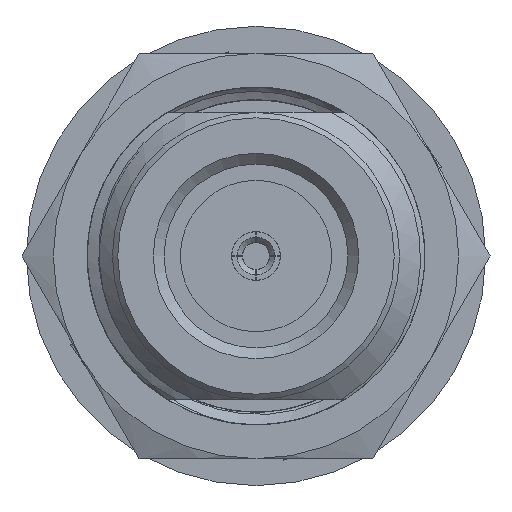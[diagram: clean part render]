
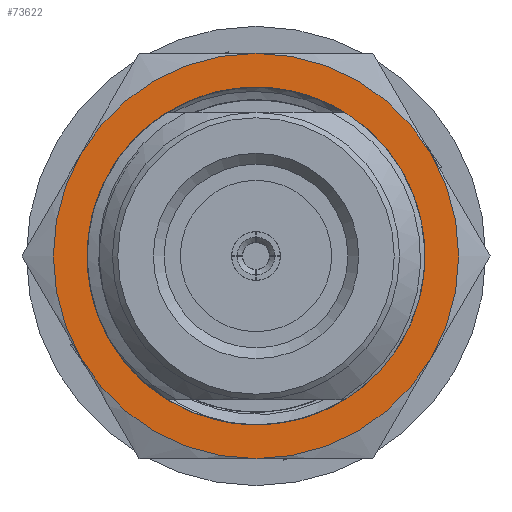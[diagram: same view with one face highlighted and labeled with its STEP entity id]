
A CAD part, left-side view. The second image highlights one B-rep face of the part: STEP entity #73622.
In plain terms, the highlighted planar face has unit normal (-1, 0, 0).
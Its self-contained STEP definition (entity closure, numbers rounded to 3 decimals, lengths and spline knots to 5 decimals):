
#168 = EDGE_CURVE ( 'NONE', #34201, #12044, #11126, .T. ) ;
#197 = CARTESIAN_POINT ( 'NONE',  ( 0.52515, 0.32476, 0.1875 ) ) ;
#564 = AXIS2_PLACEMENT_3D ( 'NONE', #36399, #30402, #12480 ) ;
#3715 = CARTESIAN_POINT ( 'NONE',  ( 0.52515, 0., 0. ) ) ;
#4623 = CARTESIAN_POINT ( 'NONE',  ( 0.52515, 0., 0. ) ) ;
#7077 = CARTESIAN_POINT ( 'NONE',  ( 0.52515, 0., 0.375 ) ) ;
#7451 = VERTEX_POINT ( 'NONE', #24753 ) ;
#8086 = FACE_OUTER_BOUND ( 'NONE', #52010, .T. ) ;
#9842 = CARTESIAN_POINT ( 'NONE',  ( 0.52515, 0., 0. ) ) ;
#10200 = ORIENTED_EDGE ( 'NONE', *, *, #168, .F. ) ;
#10501 = ORIENTED_EDGE ( 'NONE', *, *, #51220, .T. ) ;
#11126 = CIRCLE ( 'NONE', #66020, 0.3125 ) ;
#11515 = AXIS2_PLACEMENT_3D ( 'NONE', #52246, #46315, #28102 ) ;
#12044 = VERTEX_POINT ( 'NONE', #52941 ) ;
#12480 = DIRECTION ( 'NONE',  ( 0., 0.5, -0.866 ) ) ;
#13279 = EDGE_CURVE ( 'NONE', #28571, #7451, #22589, .T. ) ;
#15919 = CIRCLE ( 'NONE', #32074, 0.375 ) ;
#16721 = ORIENTED_EDGE ( 'NONE', *, *, #64326, .T. ) ;
#17796 = CIRCLE ( 'NONE', #57817, 0.375 ) ;
#17955 = ORIENTED_EDGE ( 'NONE', *, *, #28285, .T. ) ;
#19509 = CIRCLE ( 'NONE', #19843, 0.375 ) ;
#19843 = AXIS2_PLACEMENT_3D ( 'NONE', #4623, #39565, #57148 ) ;
#20669 = AXIS2_PLACEMENT_3D ( 'NONE', #52006, #34391, #47575 ) ;
#21257 = CARTESIAN_POINT ( 'NONE',  ( 0.52515, 0., 0. ) ) ;
#21335 = ORIENTED_EDGE ( 'NONE', *, *, #21493, .T. ) ;
#21493 = EDGE_CURVE ( 'NONE', #65670, #22335, #42089, .T. ) ;
#21694 = DIRECTION ( 'NONE',  ( 0., 0.5, -0.866 ) ) ;
#22335 = VERTEX_POINT ( 'NONE', #7077 ) ;
#22589 = CIRCLE ( 'NONE', #36334, 0.375 ) ;
#23220 = EDGE_CURVE ( 'NONE', #35128, #65670, #17796, .T. ) ;
#24753 = CARTESIAN_POINT ( 'NONE',  ( 0.52515, 0., -0.375 ) ) ;
#28102 = DIRECTION ( 'NONE',  ( 0., 0.5, -0.866 ) ) ;
#28130 = DIRECTION ( 'NONE',  ( 0., 0.5, -0.866 ) ) ;
#28285 = EDGE_CURVE ( 'NONE', #49363, #28571, #15919, .T. ) ;
#28571 = VERTEX_POINT ( 'NONE', #38330 ) ;
#30402 = DIRECTION ( 'NONE',  ( -1., 0., 0. ) ) ;
#31491 = DIRECTION ( 'NONE',  ( 0., 0.5, -0.866 ) ) ;
#31864 = EDGE_CURVE ( 'NONE', #12044, #34201, #64237, .T. ) ;
#32074 = AXIS2_PLACEMENT_3D ( 'NONE', #48889, #37993, #31491 ) ;
#34201 = VERTEX_POINT ( 'NONE', #67500 ) ;
#34391 = DIRECTION ( 'NONE',  ( -1., 0., 0. ) ) ;
#35128 = VERTEX_POINT ( 'NONE', #49971 ) ;
#36334 = AXIS2_PLACEMENT_3D ( 'NONE', #3715, #45122, #28130 ) ;
#36399 = CARTESIAN_POINT ( 'NONE',  ( 0.52515, 0., 0. ) ) ;
#37993 = DIRECTION ( 'NONE',  ( -1., 0., 0. ) ) ;
#38330 = CARTESIAN_POINT ( 'NONE',  ( 0.52515, 0.32476, -0.1875 ) ) ;
#38494 = CARTESIAN_POINT ( 'NONE',  ( 0.52515, -0.32476, 0.1875 ) ) ;
#39565 = DIRECTION ( 'NONE',  ( -1., 0., 0. ) ) ;
#40188 = CARTESIAN_POINT ( 'NONE',  ( 0.52515, 0., 0. ) ) ;
#41298 = DIRECTION ( 'NONE',  ( 0., 0.5, -0.866 ) ) ;
#42089 = CIRCLE ( 'NONE', #11515, 0.375 ) ;
#45122 = DIRECTION ( 'NONE',  ( -1., 0., 0. ) ) ;
#46315 = DIRECTION ( 'NONE',  ( -1., 0., 0. ) ) ;
#47575 = DIRECTION ( 'NONE',  ( 0., 0.5, -0.866 ) ) ;
#48889 = CARTESIAN_POINT ( 'NONE',  ( 0.52515, 0., 0. ) ) ;
#49132 = CIRCLE ( 'NONE', #564, 0.375 ) ;
#49363 = VERTEX_POINT ( 'NONE', #197 ) ;
#49971 = CARTESIAN_POINT ( 'NONE',  ( 0.52515, -0.32476, -0.1875 ) ) ;
#51220 = EDGE_CURVE ( 'NONE', #7451, #35128, #19509, .T. ) ;
#52006 = CARTESIAN_POINT ( 'NONE',  ( 0.52515, 0., 0. ) ) ;
#52010 = EDGE_LOOP ( 'NONE', ( #68038, #10501, #54654, #21335, #16721, #17955 ) ) ;
#52246 = CARTESIAN_POINT ( 'NONE',  ( 0.52515, 0., 0. ) ) ;
#52941 = CARTESIAN_POINT ( 'NONE',  ( 0.52515, 0.26486, -0.16585 ) ) ;
#54654 = ORIENTED_EDGE ( 'NONE', *, *, #23220, .T. ) ;
#57086 = DIRECTION ( 'NONE',  ( 0., 0.5, -0.866 ) ) ;
#57148 = DIRECTION ( 'NONE',  ( 0., 0.5, -0.866 ) ) ;
#57817 = AXIS2_PLACEMENT_3D ( 'NONE', #9842, #64394, #41298 ) ;
#61135 = FACE_BOUND ( 'NONE', #72405, .T. ) ;
#63560 = DIRECTION ( 'NONE',  ( -1., 0., 0. ) ) ;
#64237 = CIRCLE ( 'NONE', #20669, 0.3125 ) ;
#64326 = EDGE_CURVE ( 'NONE', #22335, #49363, #49132, .T. ) ;
#64394 = DIRECTION ( 'NONE',  ( -1., 0., 0. ) ) ;
#65670 = VERTEX_POINT ( 'NONE', #38494 ) ;
#66020 = AXIS2_PLACEMENT_3D ( 'NONE', #40188, #63560, #21694 ) ;
#67500 = CARTESIAN_POINT ( 'NONE',  ( 0.52515, 0.07001, -0.30456 ) ) ;
#68038 = ORIENTED_EDGE ( 'NONE', *, *, #13279, .T. ) ;
#72405 = EDGE_LOOP ( 'NONE', ( #10200, #74924 ) ) ;
#73622 = ADVANCED_FACE ( 'NONE', ( #61135, #8086 ), #75315, .T. ) ;
#74397 = AXIS2_PLACEMENT_3D ( 'NONE', #21257, #75579, #57086 ) ;
#74924 = ORIENTED_EDGE ( 'NONE', *, *, #31864, .F. ) ;
#75315 = PLANE ( 'NONE',  #74397 ) ;
#75579 = DIRECTION ( 'NONE',  ( -1., 0., 0. ) ) ;
